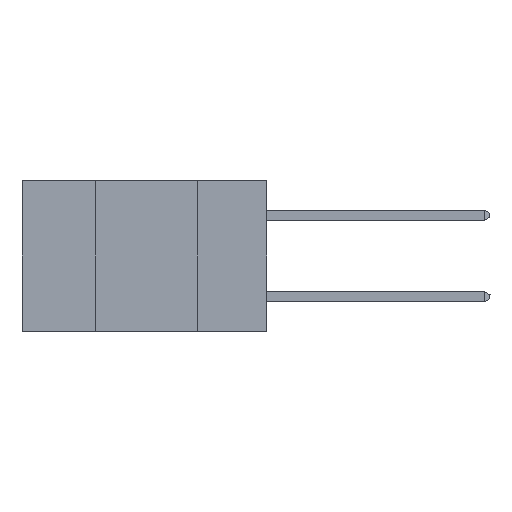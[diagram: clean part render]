
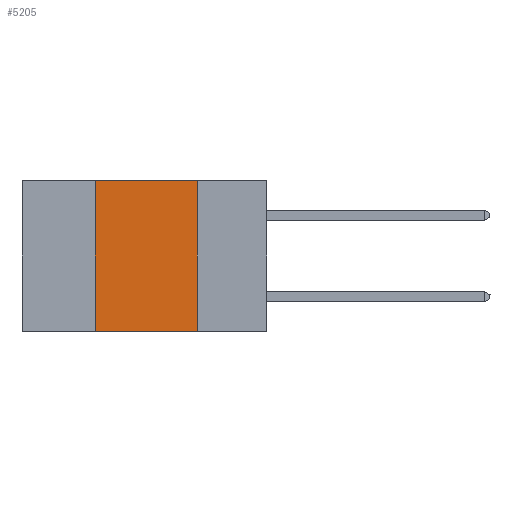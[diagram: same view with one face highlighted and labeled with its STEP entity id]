
A CAD part, left-side view. The second image highlights one B-rep face of the part: STEP entity #5205.
In plain terms, the highlighted planar face has unit normal (-1, 0, 0).
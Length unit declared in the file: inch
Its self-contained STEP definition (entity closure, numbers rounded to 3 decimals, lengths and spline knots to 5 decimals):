
#121 = EDGE_CURVE ( 'NONE', #7776, #8652, #14325, .T. ) ;
#1410 = VERTEX_POINT ( 'NONE', #15422 ) ;
#1863 = LINE ( 'NONE', #4194, #2397 ) ;
#1919 = VECTOR ( 'NONE', #18729, 39.37008 ) ;
#2397 = VECTOR ( 'NONE', #19992, 39.37008 ) ;
#2860 = EDGE_CURVE ( 'NONE', #1410, #7776, #19410, .T. ) ;
#3190 = ORIENTED_EDGE ( 'NONE', *, *, #121, .F. ) ;
#3806 = ORIENTED_EDGE ( 'NONE', *, *, #16077, .F. ) ;
#3986 = EDGE_CURVE ( 'NONE', #4142, #8652, #1863, .T. ) ;
#4142 = VERTEX_POINT ( 'NONE', #7016 ) ;
#4194 = CARTESIAN_POINT ( 'NONE',  ( 0., 0.6, -0.37 ) ) ;
#5065 = FACE_OUTER_BOUND ( 'NONE', #7459, .T. ) ;
#5205 = ADVANCED_FACE ( 'NONE', ( #5065 ), #8797, .F. ) ;
#6350 = CARTESIAN_POINT ( 'NONE',  ( 0., 0.42, 0. ) ) ;
#6924 = DIRECTION ( 'NONE',  ( 0., -1., 0. ) ) ;
#7016 = CARTESIAN_POINT ( 'NONE',  ( 0., 0.42, -0.37 ) ) ;
#7459 = EDGE_LOOP ( 'NONE', ( #3190, #8987, #3806, #16154 ) ) ;
#7776 = VERTEX_POINT ( 'NONE', #19706 ) ;
#8567 = DIRECTION ( 'NONE',  ( 0., 0., -1. ) ) ;
#8652 = VERTEX_POINT ( 'NONE', #15347 ) ;
#8797 = PLANE ( 'NONE',  #22363 ) ;
#8987 = ORIENTED_EDGE ( 'NONE', *, *, #2860, .F. ) ;
#10055 = CARTESIAN_POINT ( 'NONE',  ( 0., 0.17, 0. ) ) ;
#13919 = LINE ( 'NONE', #6350, #1919 ) ;
#13921 = DIRECTION ( 'NONE',  ( 1., 0., 0. ) ) ;
#14325 = LINE ( 'NONE', #10055, #15417 ) ;
#15347 = CARTESIAN_POINT ( 'NONE',  ( 0., 0.17, -0.37 ) ) ;
#15417 = VECTOR ( 'NONE', #18611, 39.37008 ) ;
#15422 = CARTESIAN_POINT ( 'NONE',  ( 0., 0.42, 0. ) ) ;
#16077 = EDGE_CURVE ( 'NONE', #4142, #1410, #13919, .T. ) ;
#16154 = ORIENTED_EDGE ( 'NONE', *, *, #3986, .T. ) ;
#16367 = VECTOR ( 'NONE', #6924, 39.37008 ) ;
#18611 = DIRECTION ( 'NONE',  ( 0., 0., -1. ) ) ;
#18729 = DIRECTION ( 'NONE',  ( 0., 0., 1. ) ) ;
#19045 = CARTESIAN_POINT ( 'NONE',  ( 0., 0.6, 0. ) ) ;
#19274 = CARTESIAN_POINT ( 'NONE',  ( 0., 0.6, 0. ) ) ;
#19410 = LINE ( 'NONE', #19274, #16367 ) ;
#19706 = CARTESIAN_POINT ( 'NONE',  ( 0., 0.17, 0. ) ) ;
#19992 = DIRECTION ( 'NONE',  ( 0., -1., 0. ) ) ;
#22363 = AXIS2_PLACEMENT_3D ( 'NONE', #19045, #13921, #8567 ) ;
